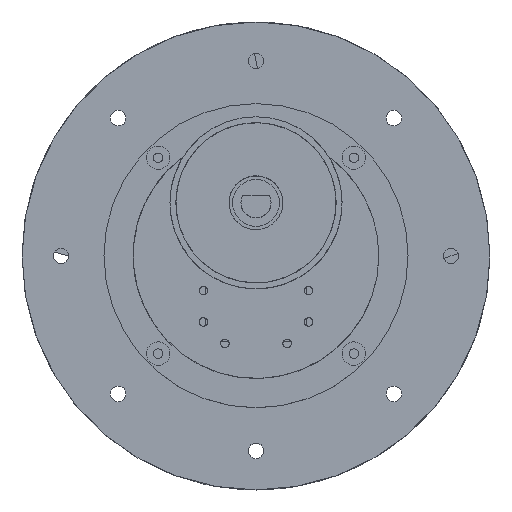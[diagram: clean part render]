
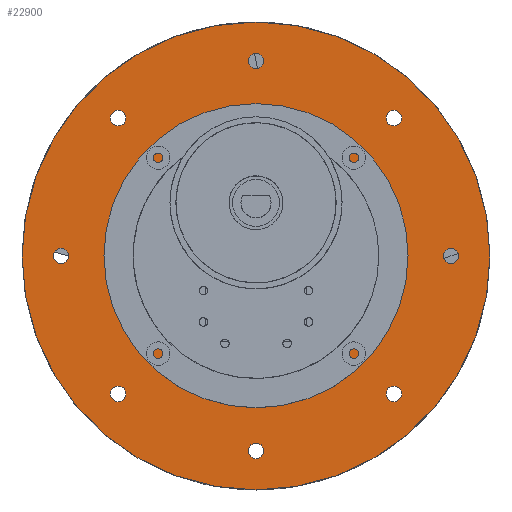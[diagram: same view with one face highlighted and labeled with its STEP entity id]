
A CAD part, top view. The second image highlights one B-rep face of the part: STEP entity #22900.
In plain terms, the highlighted planar face has unit normal (0, 0, 1).
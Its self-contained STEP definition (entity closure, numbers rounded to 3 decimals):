
#625=FACE_BOUND('',#6686,.T.);
#626=FACE_BOUND('',#6687,.T.);
#627=FACE_BOUND('',#6688,.T.);
#628=FACE_BOUND('',#6689,.T.);
#629=FACE_BOUND('',#6690,.T.);
#630=FACE_BOUND('',#6691,.T.);
#631=FACE_BOUND('',#6692,.T.);
#632=FACE_BOUND('',#6693,.T.);
#633=FACE_BOUND('',#6694,.T.);
#5407=FACE_OUTER_BOUND('',#6685,.T.);
#6685=EDGE_LOOP('',(#15479,#15480));
#6686=EDGE_LOOP('',(#15481));
#6687=EDGE_LOOP('',(#15482));
#6688=EDGE_LOOP('',(#15483));
#6689=EDGE_LOOP('',(#15484));
#6690=EDGE_LOOP('',(#15485));
#6691=EDGE_LOOP('',(#15486));
#6692=EDGE_LOOP('',(#15487));
#6693=EDGE_LOOP('',(#15488));
#6694=EDGE_LOOP('',(#15489,#15490));
#8086=CIRCLE('',#24280,31.5);
#8087=CIRCLE('',#24281,31.5);
#8154=CIRCLE('',#24408,60.);
#8155=CIRCLE('',#24409,60.);
#8156=CIRCLE('',#24411,2.);
#8158=CIRCLE('',#24414,2.);
#8160=CIRCLE('',#24417,2.);
#8163=CIRCLE('',#24421,2.);
#8165=CIRCLE('',#24424,2.);
#8167=CIRCLE('',#24427,2.);
#8169=CIRCLE('',#24430,2.);
#8170=CIRCLE('',#24432,2.);
#9181=VERTEX_POINT('',#33904);
#9182=VERTEX_POINT('',#33905);
#9274=VERTEX_POINT('',#34247);
#9275=VERTEX_POINT('',#34249);
#9276=VERTEX_POINT('',#34253);
#9277=VERTEX_POINT('',#34258);
#9279=VERTEX_POINT('',#34264);
#9281=VERTEX_POINT('',#34271);
#9282=VERTEX_POINT('',#34276);
#9283=VERTEX_POINT('',#34281);
#9284=VERTEX_POINT('',#34286);
#9285=VERTEX_POINT('',#34290);
#11524=EDGE_CURVE('',#9181,#9182,#8086,.T.);
#11525=EDGE_CURVE('',#9182,#9181,#8087,.T.);
#11675=EDGE_CURVE('',#9274,#9275,#8154,.T.);
#11676=EDGE_CURVE('',#9275,#9274,#8155,.T.);
#11678=EDGE_CURVE('',#9276,#9276,#8156,.T.);
#11681=EDGE_CURVE('',#9277,#9277,#8158,.T.);
#11684=EDGE_CURVE('',#9279,#9279,#8160,.T.);
#11688=EDGE_CURVE('',#9281,#9281,#8163,.T.);
#11691=EDGE_CURVE('',#9282,#9282,#8165,.T.);
#11694=EDGE_CURVE('',#9283,#9283,#8167,.T.);
#11697=EDGE_CURVE('',#9284,#9284,#8169,.T.);
#11699=EDGE_CURVE('',#9285,#9285,#8170,.T.);
#15479=ORIENTED_EDGE('',*,*,#11676,.F.);
#15480=ORIENTED_EDGE('',*,*,#11675,.F.);
#15481=ORIENTED_EDGE('',*,*,#11699,.F.);
#15482=ORIENTED_EDGE('',*,*,#11697,.F.);
#15483=ORIENTED_EDGE('',*,*,#11694,.F.);
#15484=ORIENTED_EDGE('',*,*,#11691,.F.);
#15485=ORIENTED_EDGE('',*,*,#11688,.F.);
#15486=ORIENTED_EDGE('',*,*,#11684,.F.);
#15487=ORIENTED_EDGE('',*,*,#11681,.F.);
#15488=ORIENTED_EDGE('',*,*,#11678,.F.);
#15489=ORIENTED_EDGE('',*,*,#11524,.T.);
#15490=ORIENTED_EDGE('',*,*,#11525,.T.);
#21767=PLANE('',#24433);
#22900=ADVANCED_FACE('',(#5407,#625,#626,#627,#628,#629,#630,#631,#632,
#633),#21767,.F.);
#24280=AXIS2_PLACEMENT_3D('',#33906,#26929,#26930);
#24281=AXIS2_PLACEMENT_3D('',#33907,#26931,#26932);
#24408=AXIS2_PLACEMENT_3D('',#34250,#27260,#27261);
#24409=AXIS2_PLACEMENT_3D('',#34251,#27262,#27263);
#24411=AXIS2_PLACEMENT_3D('',#34255,#27267,#27268);
#24414=AXIS2_PLACEMENT_3D('',#34260,#27274,#27275);
#24417=AXIS2_PLACEMENT_3D('',#34266,#27281,#27282);
#24421=AXIS2_PLACEMENT_3D('',#34273,#27290,#27291);
#24424=AXIS2_PLACEMENT_3D('',#34278,#27297,#27298);
#24427=AXIS2_PLACEMENT_3D('',#34283,#27304,#27305);
#24430=AXIS2_PLACEMENT_3D('',#34288,#27311,#27312);
#24432=AXIS2_PLACEMENT_3D('',#34292,#27316,#27317);
#24433=AXIS2_PLACEMENT_3D('',#34293,#27318,#27319);
#26929=DIRECTION('center_axis',(0.,0.,
-1.));
#26930=DIRECTION('ref_axis',(1.,0.,0.));
#26931=DIRECTION('center_axis',(0.,0.,
-1.));
#26932=DIRECTION('ref_axis',(1.,0.,0.));
#27260=DIRECTION('center_axis',(0.,0.,
-1.));
#27261=DIRECTION('ref_axis',(-1.,0.,0.));
#27262=DIRECTION('center_axis',(0.,0.,
-1.));
#27263=DIRECTION('ref_axis',(-1.,0.,0.));
#27267=DIRECTION('center_axis',(0.,0.,
1.));
#27268=DIRECTION('ref_axis',(1.,0.,0.));
#27274=DIRECTION('center_axis',(0.,0.,
1.));
#27275=DIRECTION('ref_axis',(1.,0.,0.));
#27281=DIRECTION('center_axis',(0.,0.,
1.));
#27282=DIRECTION('ref_axis',(1.,0.,0.));
#27290=DIRECTION('center_axis',(0.,0.,
1.));
#27291=DIRECTION('ref_axis',(1.,0.,0.));
#27297=DIRECTION('center_axis',(0.,0.,
1.));
#27298=DIRECTION('ref_axis',(1.,0.,0.));
#27304=DIRECTION('center_axis',(0.,0.,
1.));
#27305=DIRECTION('ref_axis',(1.,0.,0.));
#27311=DIRECTION('center_axis',(0.,0.,
1.));
#27312=DIRECTION('ref_axis',(1.,0.,0.));
#27316=DIRECTION('center_axis',(0.,0.,
1.));
#27317=DIRECTION('ref_axis',(1.,0.,0.));
#27318=DIRECTION('center_axis',(0.,0.,
-1.));
#27319=DIRECTION('ref_axis',(-1.,0.,0.));
#33904=CARTESIAN_POINT('',(26.308,20.402,30.93));
#33905=CARTESIAN_POINT('',(-36.692,20.402,30.93));
#33906=CARTESIAN_POINT('Origin',(-5.192,20.402,30.93));
#33907=CARTESIAN_POINT('Origin',(-5.192,20.402,30.93));
#34247=CARTESIAN_POINT('',(54.808,20.402,30.93));
#34249=CARTESIAN_POINT('',(-65.192,20.402,30.93));
#34250=CARTESIAN_POINT('Origin',(-5.192,20.402,30.93));
#34251=CARTESIAN_POINT('Origin',(-5.192,20.402,30.93));
#34253=CARTESIAN_POINT('',(28.164,-14.952,30.93));
#34255=CARTESIAN_POINT('Origin',(30.164,-14.952,30.93));
#34258=CARTESIAN_POINT('',(28.162,55.758,30.93));
#34260=CARTESIAN_POINT('Origin',(30.162,55.758,30.93));
#34264=CARTESIAN_POINT('',(42.808,20.402,30.93));
#34266=CARTESIAN_POINT('Origin',(44.808,20.402,30.93));
#34271=CARTESIAN_POINT('',(-7.192,70.402,30.93));
#34273=CARTESIAN_POINT('Origin',(-5.192,70.402,30.93));
#34276=CARTESIAN_POINT('',(-7.192,-29.598,30.93));
#34278=CARTESIAN_POINT('Origin',(-5.192,-29.598,30.93));
#34281=CARTESIAN_POINT('',(-42.548,55.757,30.93));
#34283=CARTESIAN_POINT('Origin',(-40.548,55.757,30.93));
#34286=CARTESIAN_POINT('',(-42.548,-14.953,30.93));
#34288=CARTESIAN_POINT('Origin',(-40.548,-14.953,30.93));
#34290=CARTESIAN_POINT('',(-57.192,20.402,30.93));
#34292=CARTESIAN_POINT('Origin',(-55.192,20.402,30.93));
#34293=CARTESIAN_POINT('Origin',(-5.192,20.402,30.93));
